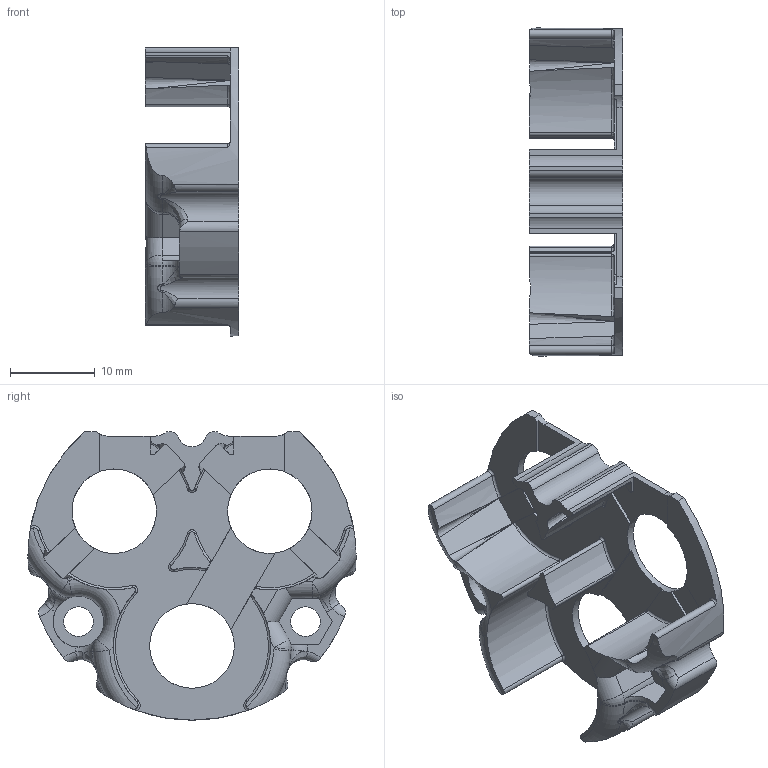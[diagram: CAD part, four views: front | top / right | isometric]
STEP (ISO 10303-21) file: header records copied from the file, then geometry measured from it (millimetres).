
FILE_DESCRIPTION(/* description */ ('','CAx-IF Rec.Pracs.---Representation and Presentation of Product Manufacturing Information (PMI)---4.0---2014-10-13'),/* implementation_level */ '2;1');
FILE_NAME(/* name */ 'module_end-v41.step',/* time_stamp */ '2025-02-22T11:50:03-08:00',/* author */ (''),/* organization */ (''),/* preprocessor_version */ 'ST-DEVELOPER v20',/* originating_system */ 'Autodesk Translation Framework v13.20.0.188',/* authorisation */ '');
FILE_SCHEMA (('AP242_MANAGED_MODEL_BASED_3D_ENGINEERING_MIM_LF { 1 0 10303 442 1 1 4 }'));
Length unit declared in the file: millimetre
Products named in the file (2): 3S Module; Plate
Assembly tree (1 placements, depth 2):
  3S Module
    Plate
Bounding box: 11 x 38.8 x 34.1 mm (x, y, z)
Volume: 2544.3 mm3; surface area: 3680.5 mm2
Topology: 1 solids, 1 shells, 195 faces, 539 edges, 335 vertices
Faces by surface type: cylinder 63, plane 56, torus 49, bspline 14, cone 8, sphere 5
Full cylindrical faces by diameter (mm): 3.5 x2, 6 x1, 10 x3
Entity records: 7261 total; most frequent: CARTESIAN_POINT 2267, ORIENTED_EDGE 1062, DIRECTION 1062, EDGE_CURVE 531, AXIS2_PLACEMENT_3D 446, VERTEX_POINT 335, CIRCLE 234, EDGE_LOOP 202
